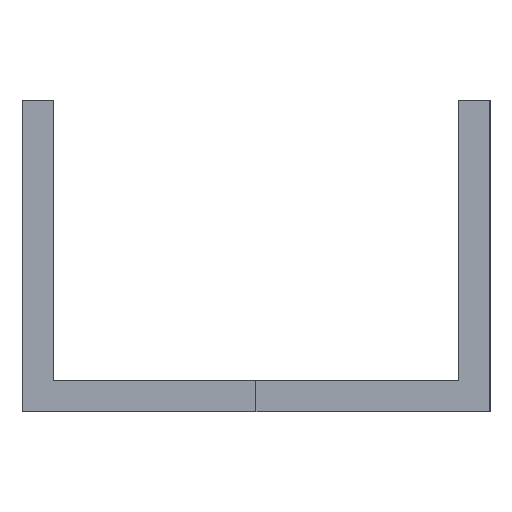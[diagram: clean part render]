
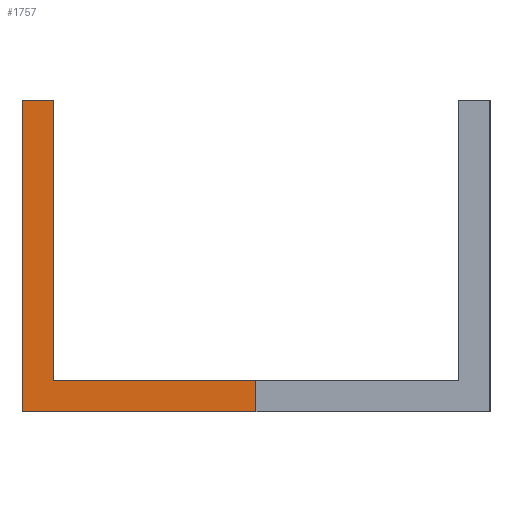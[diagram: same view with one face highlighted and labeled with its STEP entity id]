
A CAD part, left-side view. The second image highlights one B-rep face of the part: STEP entity #1757.
In plain terms, the highlighted planar face has unit normal (-1, 0, 0).
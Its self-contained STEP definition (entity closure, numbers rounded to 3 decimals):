
#80=PLANE('',#1916);
#163=FACE_OUTER_BOUND('',#265,.T.);
#265=EDGE_LOOP('',(#1523,#1524,#1525,#1526,#1527,#1528));
#400=LINE('',#2767,#584);
#421=LINE('',#2823,#605);
#425=LINE('',#2830,#609);
#426=LINE('',#2833,#610);
#429=LINE('',#2839,#613);
#432=LINE('',#2844,#616);
#584=VECTOR('',#2251,10.);
#605=VECTOR('',#2306,10.);
#609=VECTOR('',#2316,10.);
#610=VECTOR('',#2319,10.);
#613=VECTOR('',#2324,10.);
#616=VECTOR('',#2329,10.);
#833=VERTEX_POINT('',#2764);
#834=VERTEX_POINT('',#2766);
#851=VERTEX_POINT('',#2820);
#852=VERTEX_POINT('',#2822);
#853=VERTEX_POINT('',#2832);
#855=VERTEX_POINT('',#2838);
#1046=EDGE_CURVE('',#833,#834,#400,.T.);
#1075=EDGE_CURVE('',#851,#852,#421,.T.);
#1079=EDGE_CURVE('',#852,#833,#425,.T.);
#1080=EDGE_CURVE('',#851,#853,#426,.T.);
#1083=EDGE_CURVE('',#853,#855,#429,.T.);
#1086=EDGE_CURVE('',#834,#855,#432,.T.);
#1523=ORIENTED_EDGE('',*,*,#1075,.F.);
#1524=ORIENTED_EDGE('',*,*,#1080,.T.);
#1525=ORIENTED_EDGE('',*,*,#1083,.T.);
#1526=ORIENTED_EDGE('',*,*,#1086,.F.);
#1527=ORIENTED_EDGE('',*,*,#1046,.F.);
#1528=ORIENTED_EDGE('',*,*,#1079,.F.);
#1757=ADVANCED_FACE('',(#163),#80,.F.);
#1916=AXIS2_PLACEMENT_3D('',#2848,#2335,#2336);
#2251=DIRECTION('',(0.,1.,0.));
#2306=DIRECTION('',(0.,-1.,0.));
#2316=DIRECTION('',(0.,0.,-1.));
#2319=DIRECTION('',(0.,0.,1.));
#2324=DIRECTION('',(0.,1.,0.));
#2329=DIRECTION('',(0.,0.,1.));
#2335=DIRECTION('center_axis',(1.,0.,0.));
#2336=DIRECTION('ref_axis',(0.,1.,0.));
#2764=CARTESIAN_POINT('',(-247.5,0.,0.));
#2766=CARTESIAN_POINT('',(-247.5,15.,0.));
#2767=CARTESIAN_POINT('',(-247.5,0.,0.));
#2820=CARTESIAN_POINT('',(-247.5,13.,2.));
#2822=CARTESIAN_POINT('',(-247.5,0.,2.));
#2823=CARTESIAN_POINT('',(-247.5,15.,2.));
#2830=CARTESIAN_POINT('',(-247.5,0.,2.));
#2832=CARTESIAN_POINT('',(-247.5,13.,20.));
#2833=CARTESIAN_POINT('',(-247.5,13.,2.));
#2838=CARTESIAN_POINT('',(-247.5,15.,20.));
#2839=CARTESIAN_POINT('',(-247.5,13.,20.));
#2844=CARTESIAN_POINT('',(-247.5,15.,0.));
#2848=CARTESIAN_POINT('Origin',(-247.5,7.5,10.));
